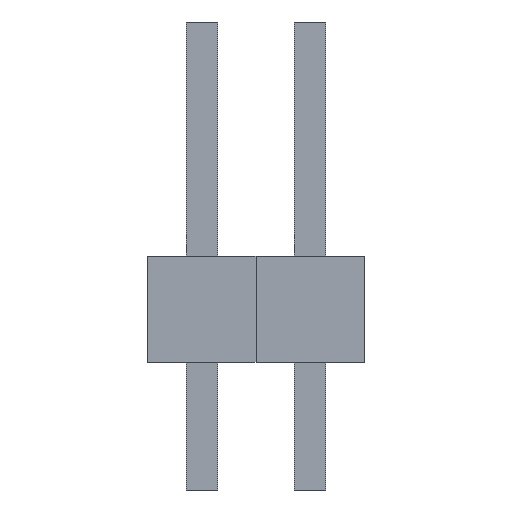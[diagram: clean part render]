
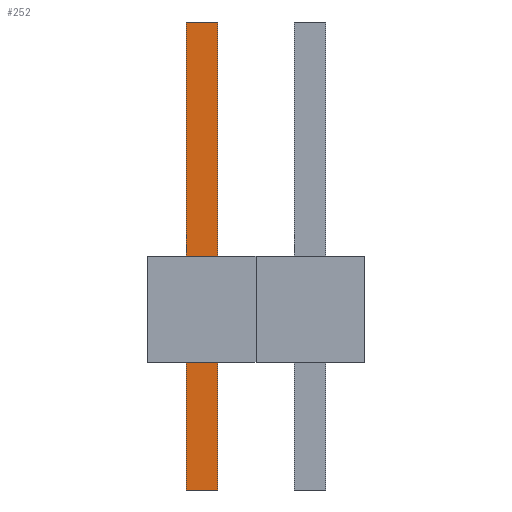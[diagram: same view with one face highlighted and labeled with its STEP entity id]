
A CAD part, front view. The second image highlights one B-rep face of the part: STEP entity #252.
In plain terms, the highlighted planar face has unit normal (0, -1, 0).
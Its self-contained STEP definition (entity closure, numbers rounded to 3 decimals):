
#13=DIRECTION('',(0.,0.,1.));
#14=DIRECTION('',(1.,0.,0.));
#93=VECTOR('',#13,1.);
#100=DIRECTION('',(0.,1.,0.));
#142=VECTOR('',#14,1.);
#206=EDGE_CURVE('',#207,#209,#211,.T.);
#207=VERTEX_POINT('',#208);
#208=CARTESIAN_POINT('',(-0.371,-0.371,-3.));
#209=VERTEX_POINT('',#210);
#210=CARTESIAN_POINT('',(-0.371,-0.371,8.));
#211=LINE('',#208,#93);
#230=ORIENTED_EDGE('',*,*,#231,.F.);
#231=EDGE_CURVE('',#232,#234,#236,.T.);
#232=VERTEX_POINT('',#233);
#233=CARTESIAN_POINT('',(0.371,-0.371,-3.));
#234=VERTEX_POINT('',#235);
#235=CARTESIAN_POINT('',(0.371,-0.371,8.));
#236=LINE('',#233,#93);
#252=ADVANCED_FACE('',(#253),#262,.F.);
#253=FACE_BOUND('',#254,.F.);
#254=EDGE_LOOP('',(#255,#258,#259,#230));
#255=ORIENTED_EDGE('',*,*,#256,.F.);
#256=EDGE_CURVE('',#207,#232,#257,.T.);
#257=LINE('',#208,#142);
#258=ORIENTED_EDGE('',*,*,#206,.T.);
#259=ORIENTED_EDGE('',*,*,#260,.T.);
#260=EDGE_CURVE('',#209,#234,#261,.T.);
#261=LINE('',#210,#142);
#262=PLANE('',#263);
#263=AXIS2_PLACEMENT_3D('',#208,#100,#13);
